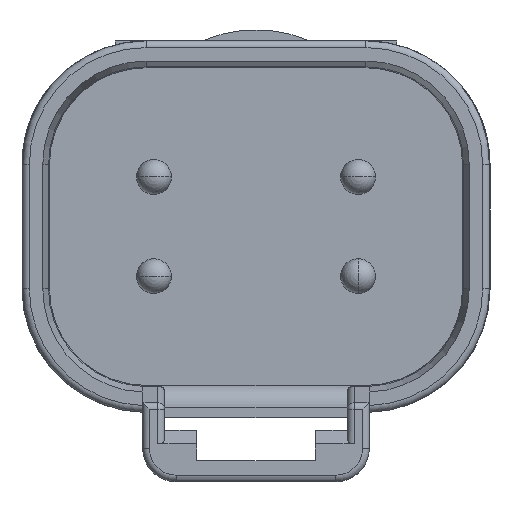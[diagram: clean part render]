
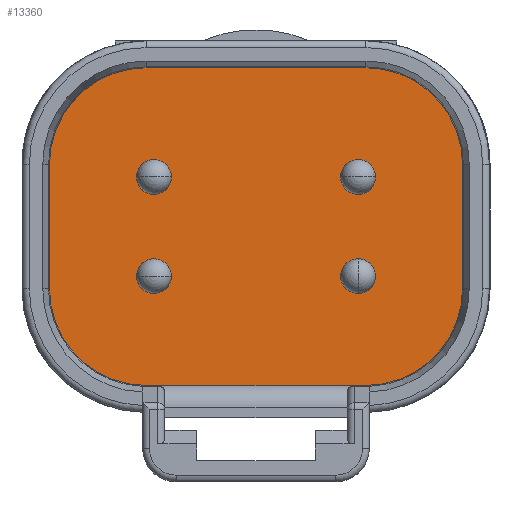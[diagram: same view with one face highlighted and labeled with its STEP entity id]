
A CAD part, front view. The second image highlights one B-rep face of the part: STEP entity #13360.
In plain terms, the highlighted planar face has unit normal (0, -1, 0).
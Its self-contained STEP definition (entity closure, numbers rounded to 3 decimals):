
#822=CARTESIAN_POINT('',(-4.9,18.1,-2.775));
#823=DIRECTION('',(0.,1.,0.));
#824=DIRECTION('',(0.,0.,-1.));
#825=AXIS2_PLACEMENT_3D('',#822,#823,#824);
#827=DIRECTION('',(0.,0.,1.));
#828=VECTOR('',#827,5.55);
#829=CARTESIAN_POINT('',(-9.2,18.1,-2.775));
#830=LINE('',#829,#828);
#831=CARTESIAN_POINT('',(-4.9,18.1,2.775));
#832=DIRECTION('',(0.,1.,0.));
#833=DIRECTION('',(-1.,0.,0.));
#834=AXIS2_PLACEMENT_3D('',#831,#832,#833);
#836=DIRECTION('',(1.,0.,0.));
#837=VECTOR('',#836,9.8);
#838=CARTESIAN_POINT('',(-4.9,18.1,7.075));
#839=LINE('',#838,#837);
#840=CARTESIAN_POINT('',(4.9,18.1,2.775));
#841=DIRECTION('',(0.,1.,0.));
#842=DIRECTION('',(0.,0.,1.));
#843=AXIS2_PLACEMENT_3D('',#840,#841,#842);
#845=DIRECTION('',(0.,0.,-1.));
#846=VECTOR('',#845,5.55);
#847=CARTESIAN_POINT('',(9.2,18.1,2.775));
#848=LINE('',#847,#846);
#849=CARTESIAN_POINT('',(4.9,18.1,-2.775));
#850=DIRECTION('',(0.,1.,0.));
#851=DIRECTION('',(1.,0.,0.));
#852=AXIS2_PLACEMENT_3D('',#849,#850,#851);
#854=DIRECTION('',(-1.,0.,0.));
#855=VECTOR('',#854,9.799);
#856=CARTESIAN_POINT('',(4.9,18.1,-7.075));
#857=LINE('',#856,#855);
#858=CARTESIAN_POINT('',(-4.55,18.1,-2.21));
#859=DIRECTION('',(0.,-1.,0.));
#860=DIRECTION('',(-1.,0.,0.));
#861=AXIS2_PLACEMENT_3D('',#858,#859,#860);
#863=CARTESIAN_POINT('',(-4.55,18.1,-2.21));
#864=DIRECTION('',(0.,-1.,0.));
#865=DIRECTION('',(1.,0.,0.));
#866=AXIS2_PLACEMENT_3D('',#863,#864,#865);
#868=CARTESIAN_POINT('',(4.55,18.1,-2.21));
#869=DIRECTION('',(0.,-1.,0.));
#870=DIRECTION('',(0.,0.,-1.));
#871=AXIS2_PLACEMENT_3D('',#868,#869,#870);
#873=CARTESIAN_POINT('',(4.55,18.1,-2.21));
#874=DIRECTION('',(0.,-1.,0.));
#875=DIRECTION('',(0.,0.,1.));
#876=AXIS2_PLACEMENT_3D('',#873,#874,#875);
#878=CARTESIAN_POINT('',(4.55,18.1,2.21));
#879=DIRECTION('',(0.,-1.,0.));
#880=DIRECTION('',(-1.,0.,0.));
#881=AXIS2_PLACEMENT_3D('',#878,#879,#880);
#883=CARTESIAN_POINT('',(4.55,18.1,2.21));
#884=DIRECTION('',(0.,-1.,0.));
#885=DIRECTION('',(1.,0.,0.));
#886=AXIS2_PLACEMENT_3D('',#883,#884,#885);
#888=CARTESIAN_POINT('',(-4.55,18.1,2.21));
#889=DIRECTION('',(0.,-1.,0.));
#890=DIRECTION('',(-1.,0.,0.));
#891=AXIS2_PLACEMENT_3D('',#888,#889,#890);
#893=CARTESIAN_POINT('',(-4.55,18.1,2.21));
#894=DIRECTION('',(0.,-1.,0.));
#895=DIRECTION('',(1.,0.,0.));
#896=AXIS2_PLACEMENT_3D('',#893,#894,#895);
#9767=CARTESIAN_POINT('',(4.9,18.1,-7.075));
#9768=VERTEX_POINT('',#9767);
#9769=CARTESIAN_POINT('',(9.2,18.1,-2.775));
#9770=VERTEX_POINT('',#9769);
#9777=CARTESIAN_POINT('',(-4.9,18.1,-7.075));
#9778=VERTEX_POINT('',#9777);
#9845=CARTESIAN_POINT('',(9.2,18.1,2.775));
#9846=VERTEX_POINT('',#9845);
#9847=CARTESIAN_POINT('',(-9.2,18.1,-2.775));
#9848=VERTEX_POINT('',#9847);
#9849=CARTESIAN_POINT('',(-9.2,18.1,2.775));
#9850=VERTEX_POINT('',#9849);
#9851=CARTESIAN_POINT('',(-4.9,18.1,7.075));
#9852=VERTEX_POINT('',#9851);
#9853=CARTESIAN_POINT('',(4.9,18.1,7.075));
#9854=VERTEX_POINT('',#9853);
#9855=CARTESIAN_POINT('',(-5.325,18.1,-2.21));
#9856=CARTESIAN_POINT('',(-3.775,18.1,-2.21));
#9857=VERTEX_POINT('',#9855);
#9858=VERTEX_POINT('',#9856);
#9859=CARTESIAN_POINT('',(4.55,18.1,-2.985));
#9860=CARTESIAN_POINT('',(4.55,18.1,-1.435));
#9861=VERTEX_POINT('',#9859);
#9862=VERTEX_POINT('',#9860);
#9863=CARTESIAN_POINT('',(3.775,18.1,2.21));
#9864=CARTESIAN_POINT('',(5.325,18.1,2.21));
#9865=VERTEX_POINT('',#9863);
#9866=VERTEX_POINT('',#9864);
#9867=CARTESIAN_POINT('',(-5.325,18.1,2.21));
#9868=CARTESIAN_POINT('',(-3.775,18.1,2.21));
#9869=VERTEX_POINT('',#9867);
#9870=VERTEX_POINT('',#9868);
#13321=CARTESIAN_POINT('',(0.,18.1,0.));
#13322=DIRECTION('',(0.,-1.,0.));
#13323=DIRECTION('',(1.,0.,0.));
#13324=AXIS2_PLACEMENT_3D('',#13321,#13322,#13323);
#13325=PLANE('',#13324);
#13326=ORIENTED_EDGE('',*,*,#13232,.T.);
#13327=ORIENTED_EDGE('',*,*,#13246,.T.);
#13328=ORIENTED_EDGE('',*,*,#13260,.T.);
#13329=ORIENTED_EDGE('',*,*,#13274,.T.);
#13330=ORIENTED_EDGE('',*,*,#13288,.T.);
#13331=ORIENTED_EDGE('',*,*,#13302,.T.);
#13332=ORIENTED_EDGE('',*,*,#13315,.T.);
#13333=ORIENTED_EDGE('',*,*,#13217,.T.);
#13334=EDGE_LOOP('',(#13326,#13327,#13328,#13329,#13330,#13331,#13332,#13333));
#13335=FACE_OUTER_BOUND('',#13334,.F.);
#13337=ORIENTED_EDGE('',*,*,#13336,.T.);
#13339=ORIENTED_EDGE('',*,*,#13338,.T.);
#13340=EDGE_LOOP('',(#13337,#13339));
#13341=FACE_BOUND('',#13340,.F.);
#13343=ORIENTED_EDGE('',*,*,#13342,.T.);
#13345=ORIENTED_EDGE('',*,*,#13344,.T.);
#13346=EDGE_LOOP('',(#13343,#13345));
#13347=FACE_BOUND('',#13346,.F.);
#13349=ORIENTED_EDGE('',*,*,#13348,.T.);
#13351=ORIENTED_EDGE('',*,*,#13350,.T.);
#13352=EDGE_LOOP('',(#13349,#13351));
#13353=FACE_BOUND('',#13352,.F.);
#13355=ORIENTED_EDGE('',*,*,#13354,.T.);
#13357=ORIENTED_EDGE('',*,*,#13356,.T.);
#13358=EDGE_LOOP('',(#13355,#13357));
#13359=FACE_BOUND('',#13358,.F.);
#13360=ADVANCED_FACE('',(#13335,#13341,#13347,#13353,#13359),#13325,.T.);
#826=CIRCLE('',#825,4.3);
#835=CIRCLE('',#834,4.3);
#844=CIRCLE('',#843,4.3);
#853=CIRCLE('',#852,4.3);
#862=CIRCLE('',#861,0.775);
#867=CIRCLE('',#866,0.775);
#872=CIRCLE('',#871,0.775);
#877=CIRCLE('',#876,0.775);
#882=CIRCLE('',#881,0.775);
#887=CIRCLE('',#886,0.775);
#892=CIRCLE('',#891,0.775);
#897=CIRCLE('',#896,0.775);
#13217=EDGE_CURVE('',#9768,#9778,#857,.T.);
#13232=EDGE_CURVE('',#9778,#9848,#826,.T.);
#13246=EDGE_CURVE('',#9848,#9850,#830,.T.);
#13260=EDGE_CURVE('',#9850,#9852,#835,.T.);
#13274=EDGE_CURVE('',#9852,#9854,#839,.T.);
#13288=EDGE_CURVE('',#9854,#9846,#844,.T.);
#13302=EDGE_CURVE('',#9846,#9770,#848,.T.);
#13315=EDGE_CURVE('',#9770,#9768,#853,.T.);
#13336=EDGE_CURVE('',#9857,#9858,#862,.T.);
#13338=EDGE_CURVE('',#9858,#9857,#867,.T.);
#13342=EDGE_CURVE('',#9861,#9862,#872,.T.);
#13344=EDGE_CURVE('',#9862,#9861,#877,.T.);
#13348=EDGE_CURVE('',#9865,#9866,#882,.T.);
#13350=EDGE_CURVE('',#9866,#9865,#887,.T.);
#13354=EDGE_CURVE('',#9869,#9870,#892,.T.);
#13356=EDGE_CURVE('',#9870,#9869,#897,.T.);
